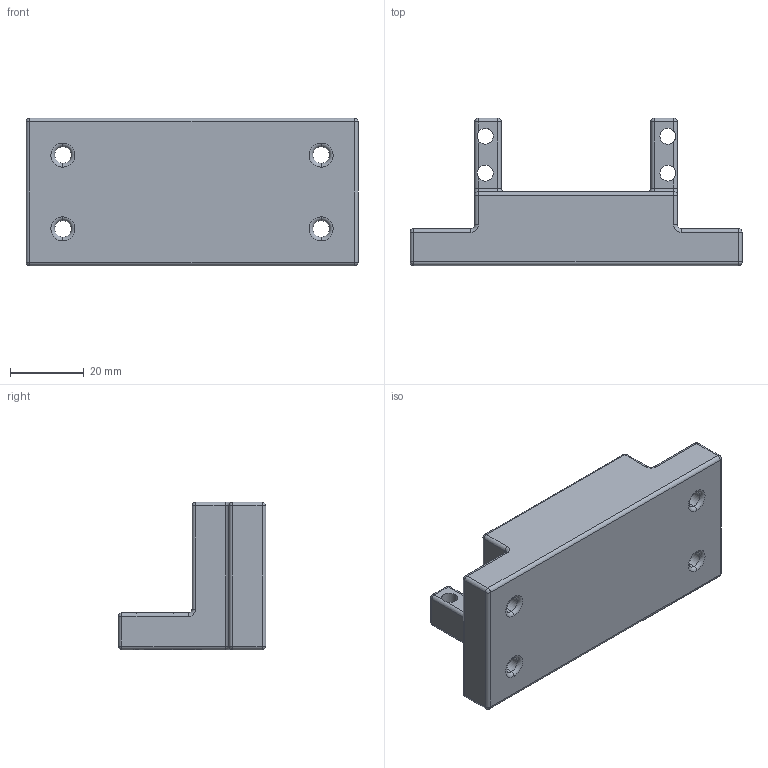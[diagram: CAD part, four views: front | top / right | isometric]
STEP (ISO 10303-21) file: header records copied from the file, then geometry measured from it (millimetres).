
FILE_DESCRIPTION (( 'STEP AP203' ), '1' );
FILE_NAME ('Servo Motor Base_Default_sldprt.STEP', '2021-07-07T03:06:07', ( '' ), ( '' ), 'SwSTEP 2.0', 'SolidWorks 2020', '' );
FILE_SCHEMA (( 'CONFIG_CONTROL_DESIGN' ));
Length unit declared in the file: millimetre
Products named in the file (1): Servo Motor Base_Default_sldprt
Bounding box: 90 x 40 x 40 mm (x, y, z)
Volume: 58992.5 mm3; surface area: 13591.4 mm2
Topology: 1 solids, 1 shells, 146 faces, 356 edges, 190 vertices
Faces by surface type: cylinder 66, torus 42, plane 20, sphere 18
Entity records: 4301 total; most frequent: DIRECTION 822, CARTESIAN_POINT 779, ORIENTED_EDGE 676, AXIS2_PLACEMENT_3D 353, EDGE_CURVE 338, CIRCLE 206, VERTEX_POINT 190, EDGE_LOOP 158
